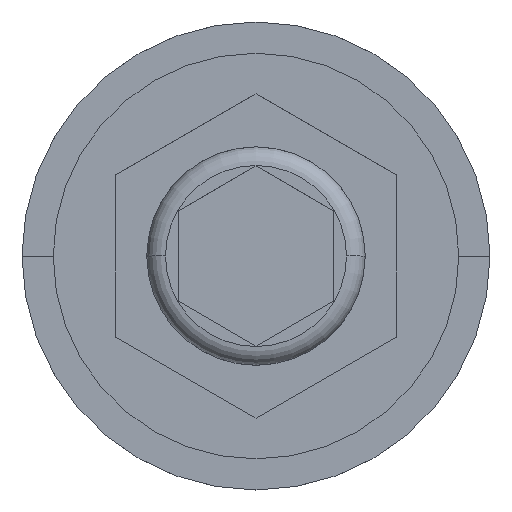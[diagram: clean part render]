
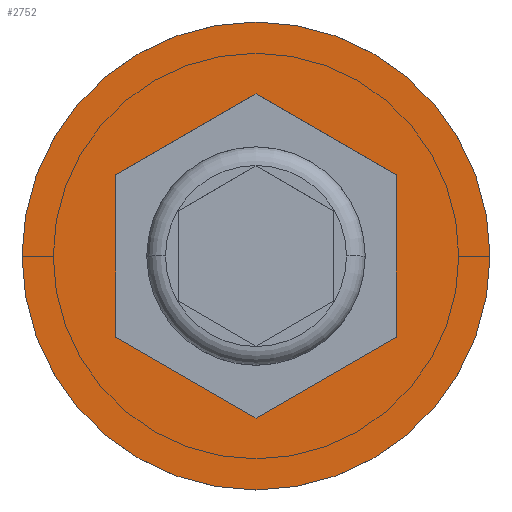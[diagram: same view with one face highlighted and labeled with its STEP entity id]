
A CAD part, top view. The second image highlights one B-rep face of the part: STEP entity #2752.
In plain terms, the highlighted planar face has unit normal (0, 0, 1).
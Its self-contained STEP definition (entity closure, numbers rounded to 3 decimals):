
#7 = CARTESIAN_POINT ( 'NONE',  ( -3.75, 0., 0. ) ) ;
#91 = VECTOR ( 'NONE', #3523, 1000. ) ;
#131 = VERTEX_POINT ( 'NONE', #2670 ) ;
#178 = ORIENTED_EDGE ( 'NONE', *, *, #387, .F. ) ;
#226 = CARTESIAN_POINT ( 'NONE',  ( 2.25, 1.299, 0. ) ) ;
#307 = VERTEX_POINT ( 'NONE', #226 ) ;
#323 = AXIS2_PLACEMENT_3D ( 'NONE', #1393, #1424, #1118 ) ;
#329 = VECTOR ( 'NONE', #2199, 1000. ) ;
#387 = EDGE_CURVE ( 'NONE', #930, #131, #3034, .T. ) ;
#424 = PLANE ( 'NONE',  #1615 ) ;
#452 = EDGE_CURVE ( 'NONE', #131, #1159, #2006, .T. ) ;
#466 = LINE ( 'NONE', #3003, #329 ) ;
#472 = VERTEX_POINT ( 'NONE', #915 ) ;
#697 = ORIENTED_EDGE ( 'NONE', *, *, #2249, .F. ) ;
#871 = CARTESIAN_POINT ( 'NONE',  ( 0., -2.598, 0. ) ) ;
#915 = CARTESIAN_POINT ( 'NONE',  ( 3.75, 0., 0. ) ) ;
#917 = CARTESIAN_POINT ( 'NONE',  ( -2.25, -1.299, 0. ) ) ;
#930 = VERTEX_POINT ( 'NONE', #2798 ) ;
#941 = EDGE_CURVE ( 'NONE', #307, #1512, #1068, .T. ) ;
#1009 = FACE_OUTER_BOUND ( 'NONE', #2384, .T. ) ;
#1019 = CARTESIAN_POINT ( 'NONE',  ( 2.25, 1.299, 0. ) ) ;
#1020 = VERTEX_POINT ( 'NONE', #7 ) ;
#1049 = EDGE_CURVE ( 'NONE', #472, #1020, #1916, .T. ) ;
#1061 = DIRECTION ( 'NONE',  ( 0., -1., 0. ) ) ;
#1068 = LINE ( 'NONE', #1019, #3441 ) ;
#1073 = VECTOR ( 'NONE', #1061, 1000. ) ;
#1118 = DIRECTION ( 'NONE',  ( 1., 0., 0. ) ) ;
#1159 = VERTEX_POINT ( 'NONE', #871 ) ;
#1227 = CARTESIAN_POINT ( 'NONE',  ( 0., 0., 0. ) ) ;
#1300 = ORIENTED_EDGE ( 'NONE', *, *, #941, .F. ) ;
#1393 = CARTESIAN_POINT ( 'NONE',  ( 0., 0., 0. ) ) ;
#1396 = VERTEX_POINT ( 'NONE', #1524 ) ;
#1424 = DIRECTION ( 'NONE',  ( 0., 0., 1. ) ) ;
#1436 = CIRCLE ( 'NONE', #3436, 3.75 ) ;
#1468 = EDGE_CURVE ( 'NONE', #1159, #1396, #466, .T. ) ;
#1512 = VERTEX_POINT ( 'NONE', #2428 ) ;
#1524 = CARTESIAN_POINT ( 'NONE',  ( 2.25, -1.299, 0. ) ) ;
#1544 = ORIENTED_EDGE ( 'NONE', *, *, #2837, .F. ) ;
#1570 = ORIENTED_EDGE ( 'NONE', *, *, #452, .F. ) ;
#1615 = AXIS2_PLACEMENT_3D ( 'NONE', #1227, #2626, #2368 ) ;
#1627 = CARTESIAN_POINT ( 'NONE',  ( -2.25, 1.299, 0. ) ) ;
#1833 = LINE ( 'NONE', #2680, #91 ) ;
#1870 = DIRECTION ( 'NONE',  ( 0., 0., 1. ) ) ;
#1916 = CIRCLE ( 'NONE', #323, 3.75 ) ;
#1952 = LINE ( 'NONE', #3628, #3551 ) ;
#2006 = LINE ( 'NONE', #917, #2261 ) ;
#2015 = ORIENTED_EDGE ( 'NONE', *, *, #2523, .T. ) ;
#2018 = ORIENTED_EDGE ( 'NONE', *, *, #1049, .T. ) ;
#2199 = DIRECTION ( 'NONE',  ( 0.866, 0.5, 0. ) ) ;
#2206 = DIRECTION ( 'NONE',  ( -0.866, 0.5, 0. ) ) ;
#2249 = EDGE_CURVE ( 'NONE', #1396, #307, #1952, .T. ) ;
#2261 = VECTOR ( 'NONE', #3445, 1000. ) ;
#2368 = DIRECTION ( 'NONE',  ( 1., 0., 0. ) ) ;
#2384 = EDGE_LOOP ( 'NONE', ( #2018, #2015 ) ) ;
#2428 = CARTESIAN_POINT ( 'NONE',  ( 0., 2.598, 0. ) ) ;
#2523 = EDGE_CURVE ( 'NONE', #1020, #472, #1436, .T. ) ;
#2556 = ORIENTED_EDGE ( 'NONE', *, *, #1468, .F. ) ;
#2626 = DIRECTION ( 'NONE',  ( 0., 0., 1. ) ) ;
#2670 = CARTESIAN_POINT ( 'NONE',  ( -2.25, -1.299, 0. ) ) ;
#2680 = CARTESIAN_POINT ( 'NONE',  ( 0., 2.598, 0. ) ) ;
#2752 = ADVANCED_FACE ( 'NONE', ( #2924, #1009 ), #424, .T. ) ;
#2798 = CARTESIAN_POINT ( 'NONE',  ( -2.25, 1.299, 0. ) ) ;
#2837 = EDGE_CURVE ( 'NONE', #1512, #930, #1833, .T. ) ;
#2924 = FACE_BOUND ( 'NONE', #3447, .T. ) ;
#3000 = DIRECTION ( 'NONE',  ( 1., 0., 0. ) ) ;
#3003 = CARTESIAN_POINT ( 'NONE',  ( 0., -2.598, 0. ) ) ;
#3034 = LINE ( 'NONE', #1627, #1073 ) ;
#3271 = CARTESIAN_POINT ( 'NONE',  ( 0., 0., 0. ) ) ;
#3365 = DIRECTION ( 'NONE',  ( 0., 1., 0. ) ) ;
#3436 = AXIS2_PLACEMENT_3D ( 'NONE', #3271, #1870, #3000 ) ;
#3441 = VECTOR ( 'NONE', #2206, 1000. ) ;
#3445 = DIRECTION ( 'NONE',  ( 0.866, -0.5, 0. ) ) ;
#3447 = EDGE_LOOP ( 'NONE', ( #1300, #697, #2556, #1570, #178, #1544 ) ) ;
#3523 = DIRECTION ( 'NONE',  ( -0.866, -0.5, 0. ) ) ;
#3551 = VECTOR ( 'NONE', #3365, 1000. ) ;
#3628 = CARTESIAN_POINT ( 'NONE',  ( 2.25, -1.299, 0. ) ) ;
